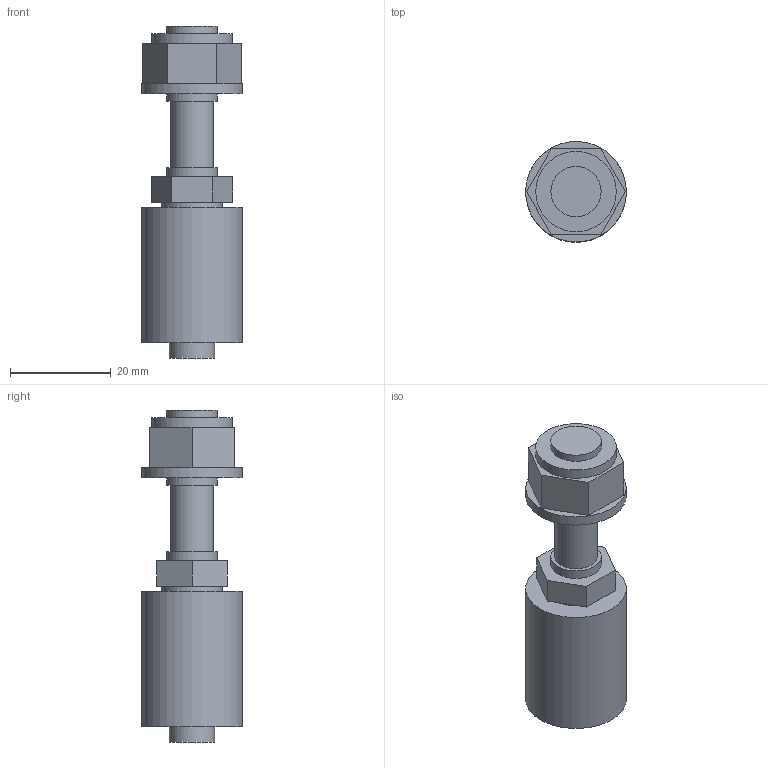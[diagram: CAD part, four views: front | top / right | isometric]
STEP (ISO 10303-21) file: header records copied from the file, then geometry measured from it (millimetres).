
FILE_DESCRIPTION (( 'STEP AP203' ), '1' );
FILE_NAME ('250630 STEP 3-400231-00_7446.STEP', '2025-06-30T08:27:37', ( '' ), ( '' ), 'SwSTEP 2.0', 'SolidWorks 2024', '' );
FILE_SCHEMA (( 'CONFIG_CONTROL_DESIGN' ));
Length unit declared in the file: millimetre
Products named in the file (1): 250630 STEP 3-400231-00_7446
Bounding box: 20 x 20 x 66 mm (x, y, z)
Volume: 13793.7 mm3; surface area: 4518.5 mm2
Topology: 1 solids, 1 shells, 33 faces, 66 edges, 45 vertices
Faces by surface type: plane 24, cylinder 9
Full cylindrical faces by diameter (mm): 8.5 x1, 9 x1, 10 x3, 12 x1, 16 x1, 20 x2
Entity records: 867 total; most frequent: DIRECTION 140, CARTESIAN_POINT 130, ORIENTED_EDGE 108, EDGE_CURVE 54, EDGE_LOOP 52, AXIS2_PLACEMENT_3D 52, VERTEX_POINT 42, FACE_OUTER_BOUND 42
